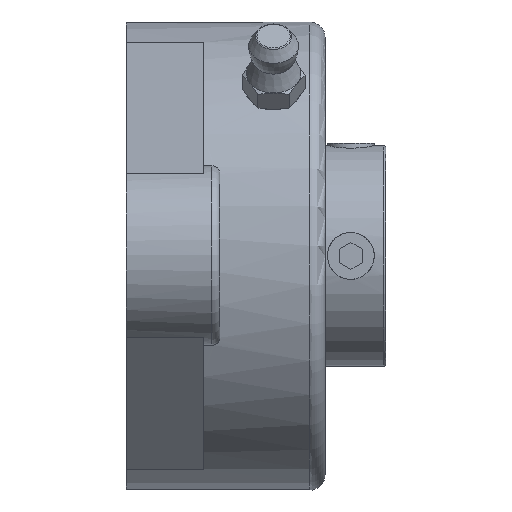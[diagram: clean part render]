
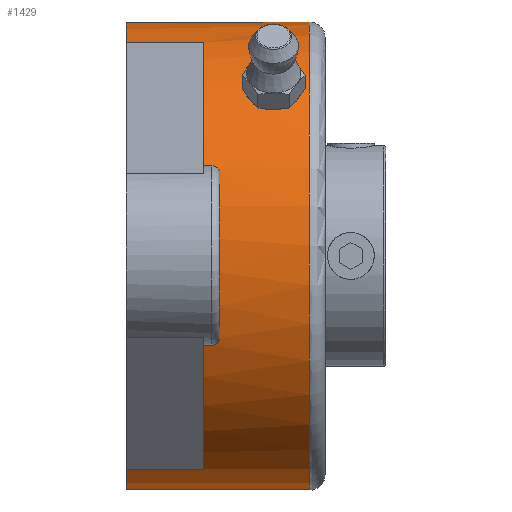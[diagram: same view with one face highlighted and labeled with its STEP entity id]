
A CAD part, top view. The second image highlights one B-rep face of the part: STEP entity #1429.
In plain terms, the highlighted cylindrical face has radius 30 mm (diameter 60 mm), a full revolution.
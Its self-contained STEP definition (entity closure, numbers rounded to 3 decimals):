
#60=LINE('',#2789,#138);
#61=LINE('',#2806,#139);
#62=LINE('',#2810,#140);
#63=LINE('',#2814,#141);
#64=LINE('',#2818,#142);
#65=LINE('',#2834,#143);
#66=LINE('',#2838,#144);
#67=LINE('',#2842,#145);
#138=VECTOR('',#2298,1000.);
#139=VECTOR('',#2301,1000.);
#140=VECTOR('',#2304,1000.);
#141=VECTOR('',#2307,1000.);
#142=VECTOR('',#2310,1000.);
#143=VECTOR('',#2313,1000.);
#144=VECTOR('',#2316,1000.);
#145=VECTOR('',#2319,1000.);
#272=B_SPLINE_CURVE_WITH_KNOTS('',3,(#2792,#2793,#2794,#2795,#2796),
 .UNSPECIFIED.,.F.,.F.,(4,1,4),(0.,0.001,0.002),
 .UNSPECIFIED.);
#273=B_SPLINE_CURVE_WITH_KNOTS('',3,(#2800,#2801,#2802,#2803,#2804),
 .UNSPECIFIED.,.F.,.F.,(4,1,4),(0.,0.001,0.002),
 .UNSPECIFIED.);
#274=B_SPLINE_CURVE_WITH_KNOTS('',3,(#2820,#2821,#2822,#2823,#2824),
 .UNSPECIFIED.,.F.,.F.,(4,1,4),(0.,0.001,
0.002),.UNSPECIFIED.);
#275=B_SPLINE_CURVE_WITH_KNOTS('',3,(#2828,#2829,#2830,#2831,#2832),
 .UNSPECIFIED.,.F.,.F.,(4,1,4),(0.,0.001,0.002),
 .UNSPECIFIED.);
#276=B_SPLINE_CURVE_WITH_KNOTS('',3,(#2845,#2846,#2847,#2848,#2849,#2850,
#2851,#2852,#2853,#2854,#2855),.UNSPECIFIED.,.T.,.F.,(1,1,1,1,1,1,1,1,1,
1,1,1,1,1,1),(-0.007,-0.005,-0.002,
0.,0.002,0.005,0.007,0.009,
0.012,0.014,0.016,0.019,
0.021,0.023,0.026),.UNSPECIFIED.);
#431=ORIENTED_EDGE('',*,*,#741,.F.);
#432=ORIENTED_EDGE('',*,*,#742,.F.);
#433=ORIENTED_EDGE('',*,*,#743,.F.);
#434=ORIENTED_EDGE('',*,*,#744,.F.);
#435=ORIENTED_EDGE('',*,*,#745,.F.);
#436=ORIENTED_EDGE('',*,*,#746,.F.);
#437=ORIENTED_EDGE('',*,*,#747,.F.);
#438=ORIENTED_EDGE('',*,*,#748,.T.);
#439=ORIENTED_EDGE('',*,*,#749,.T.);
#440=ORIENTED_EDGE('',*,*,#750,.F.);
#441=ORIENTED_EDGE('',*,*,#751,.F.);
#442=ORIENTED_EDGE('',*,*,#752,.F.);
#443=ORIENTED_EDGE('',*,*,#753,.F.);
#444=ORIENTED_EDGE('',*,*,#754,.F.);
#445=ORIENTED_EDGE('',*,*,#755,.F.);
#446=ORIENTED_EDGE('',*,*,#756,.F.);
#447=ORIENTED_EDGE('',*,*,#757,.F.);
#448=ORIENTED_EDGE('',*,*,#758,.T.);
#449=ORIENTED_EDGE('',*,*,#759,.T.);
#450=ORIENTED_EDGE('',*,*,#760,.F.);
#451=ORIENTED_EDGE('',*,*,#761,.F.);
#452=ORIENTED_EDGE('',*,*,#762,.F.);
#741=EDGE_CURVE('',#909,#909,#1011,.T.);
#742=EDGE_CURVE('',#910,#911,#60,.T.);
#743=EDGE_CURVE('',#912,#910,#272,.T.);
#744=EDGE_CURVE('',#913,#912,#1012,.T.);
#745=EDGE_CURVE('',#914,#913,#273,.T.);
#746=EDGE_CURVE('',#915,#914,#61,.F.);
#747=EDGE_CURVE('',#916,#915,#1013,.F.);
#748=EDGE_CURVE('',#916,#917,#62,.T.);
#749=EDGE_CURVE('',#917,#918,#1014,.T.);
#750=EDGE_CURVE('',#919,#918,#63,.T.);
#751=EDGE_CURVE('',#920,#919,#1015,.F.);
#752=EDGE_CURVE('',#921,#920,#64,.T.);
#753=EDGE_CURVE('',#922,#921,#274,.T.);
#754=EDGE_CURVE('',#923,#922,#1016,.T.);
#755=EDGE_CURVE('',#924,#923,#275,.T.);
#756=EDGE_CURVE('',#925,#924,#65,.F.);
#757=EDGE_CURVE('',#926,#925,#1017,.F.);
#758=EDGE_CURVE('',#926,#927,#66,.T.);
#759=EDGE_CURVE('',#927,#928,#1018,.T.);
#760=EDGE_CURVE('',#929,#928,#67,.T.);
#761=EDGE_CURVE('',#911,#929,#1019,.F.);
#762=EDGE_CURVE('',#930,#930,#276,.T.);
#909=VERTEX_POINT('',#2788);
#910=VERTEX_POINT('',#2790);
#911=VERTEX_POINT('',#2791);
#912=VERTEX_POINT('',#2797);
#913=VERTEX_POINT('',#2799);
#914=VERTEX_POINT('',#2805);
#915=VERTEX_POINT('',#2807);
#916=VERTEX_POINT('',#2809);
#917=VERTEX_POINT('',#2811);
#918=VERTEX_POINT('',#2813);
#919=VERTEX_POINT('',#2815);
#920=VERTEX_POINT('',#2817);
#921=VERTEX_POINT('',#2819);
#922=VERTEX_POINT('',#2825);
#923=VERTEX_POINT('',#2827);
#924=VERTEX_POINT('',#2833);
#925=VERTEX_POINT('',#2835);
#926=VERTEX_POINT('',#2837);
#927=VERTEX_POINT('',#2839);
#928=VERTEX_POINT('',#2841);
#929=VERTEX_POINT('',#2843);
#930=VERTEX_POINT('',#2856);
#1011=CIRCLE('',#2001,30.);
#1012=CIRCLE('',#2002,30.);
#1013=CIRCLE('',#2003,30.);
#1014=CIRCLE('',#2004,30.);
#1015=CIRCLE('',#2005,30.);
#1016=CIRCLE('',#2006,30.);
#1017=CIRCLE('',#2007,30.);
#1018=CIRCLE('',#2008,30.);
#1019=CIRCLE('',#2009,30.);
#1132=EDGE_LOOP('',(#431));
#1133=EDGE_LOOP('',(#432,#433,#434,#435,#436,#437,#438,#439,#440,#441,#442,
#443,#444,#445,#446,#447,#448,#449,#450,#451));
#1134=EDGE_LOOP('',(#452));
#1284=FACE_BOUND('',#1132,.T.);
#1285=FACE_BOUND('',#1133,.T.);
#1286=FACE_BOUND('',#1134,.T.);
#1369=CYLINDRICAL_SURFACE('',#2000,30.);
#1429=ADVANCED_FACE('',(#1284,#1285,#1286),#1369,.T.);
#2000=AXIS2_PLACEMENT_3D('',#2786,#2294,#2295);
#2001=AXIS2_PLACEMENT_3D('',#2787,#2296,#2297);
#2002=AXIS2_PLACEMENT_3D('',#2798,#2299,#2300);
#2003=AXIS2_PLACEMENT_3D('',#2808,#2302,#2303);
#2004=AXIS2_PLACEMENT_3D('',#2812,#2305,#2306);
#2005=AXIS2_PLACEMENT_3D('',#2816,#2308,#2309);
#2006=AXIS2_PLACEMENT_3D('',#2826,#2311,#2312);
#2007=AXIS2_PLACEMENT_3D('',#2836,#2314,#2315);
#2008=AXIS2_PLACEMENT_3D('',#2840,#2317,#2318);
#2009=AXIS2_PLACEMENT_3D('',#2844,#2320,#2321);
#2294=DIRECTION('',(-1.,0.,0.));
#2295=DIRECTION('',(0.,0.,1.));
#2296=DIRECTION('',(1.,0.,0.));
#2297=DIRECTION('',(0.,0.,-1.));
#2298=DIRECTION('',(-1.,0.,0.));
#2299=DIRECTION('',(-1.,0.,0.));
#2300=DIRECTION('',(0.,0.,1.));
#2301=DIRECTION('',(-1.,0.,0.));
#2302=DIRECTION('',(1.,0.,0.));
#2303=DIRECTION('',(0.,0.,-1.));
#2304=DIRECTION('',(-1.,0.,0.));
#2305=DIRECTION('',(1.,0.,0.));
#2306=DIRECTION('',(0.,0.,-1.));
#2307=DIRECTION('',(-1.,0.,0.));
#2308=DIRECTION('',(1.,0.,0.));
#2309=DIRECTION('',(0.,0.,-1.));
#2310=DIRECTION('',(-1.,0.,0.));
#2311=DIRECTION('',(-1.,0.,0.));
#2312=DIRECTION('',(0.,0.,1.));
#2313=DIRECTION('',(-1.,0.,0.));
#2314=DIRECTION('',(1.,0.,0.));
#2315=DIRECTION('',(0.,0.,-1.));
#2316=DIRECTION('',(-1.,0.,0.));
#2317=DIRECTION('',(1.,0.,0.));
#2318=DIRECTION('',(0.,0.,-1.));
#2319=DIRECTION('',(-1.,0.,0.));
#2320=DIRECTION('',(1.,0.,0.));
#2321=DIRECTION('',(0.,0.,-1.));
#2786=CARTESIAN_POINT('',(9.9,0.,0.));
#2787=CARTESIAN_POINT('',(23.5,0.,0.));
#2788=CARTESIAN_POINT('',(23.5,0.,-30.));
#2789=CARTESIAN_POINT('',(9.9,27.708,-11.5));
#2790=CARTESIAN_POINT('',(11.,27.708,-11.5));
#2791=CARTESIAN_POINT('',(9.9,27.708,-11.5));
#2792=CARTESIAN_POINT('',(12.,28.102,-10.5));
#2793=CARTESIAN_POINT('',(12.,28.007,-10.757));
#2794=CARTESIAN_POINT('',(11.801,27.809,-11.261));
#2795=CARTESIAN_POINT('',(11.275,27.708,-11.5));
#2796=CARTESIAN_POINT('',(11.,27.708,-11.5));
#2797=CARTESIAN_POINT('',(12.,28.102,-10.5));
#2798=CARTESIAN_POINT('',(12.,0.,0.));
#2799=CARTESIAN_POINT('',(12.,28.102,10.5));
#2800=CARTESIAN_POINT('',(11.,27.708,11.5));
#2801=CARTESIAN_POINT('',(11.274,27.708,11.5));
#2802=CARTESIAN_POINT('',(11.8,27.808,11.262));
#2803=CARTESIAN_POINT('',(12.,28.007,10.756));
#2804=CARTESIAN_POINT('',(12.,28.102,10.5));
#2805=CARTESIAN_POINT('',(11.,27.708,11.5));
#2806=CARTESIAN_POINT('',(9.9,27.708,11.5));
#2807=CARTESIAN_POINT('',(9.9,27.708,11.5));
#2808=CARTESIAN_POINT('',(9.9,0.,0.));
#2809=CARTESIAN_POINT('',(9.9,12.333,27.348));
#2810=CARTESIAN_POINT('',(9.9,12.333,27.348));
#2811=CARTESIAN_POINT('',(0.,12.333,27.348));
#2812=CARTESIAN_POINT('',(0.,0.,0.));
#2813=CARTESIAN_POINT('',(0.,-12.333,27.348));
#2814=CARTESIAN_POINT('',(9.9,-12.333,27.348));
#2815=CARTESIAN_POINT('',(9.9,-12.333,27.348));
#2816=CARTESIAN_POINT('',(9.9,0.,0.));
#2817=CARTESIAN_POINT('',(9.9,-27.708,11.5));
#2818=CARTESIAN_POINT('',(9.9,-27.708,11.5));
#2819=CARTESIAN_POINT('',(11.,-27.708,11.5));
#2820=CARTESIAN_POINT('',(12.,-28.102,10.5));
#2821=CARTESIAN_POINT('',(12.,-28.007,10.757));
#2822=CARTESIAN_POINT('',(11.801,-27.809,11.261));
#2823=CARTESIAN_POINT('',(11.275,-27.708,11.5));
#2824=CARTESIAN_POINT('',(11.,-27.708,11.5));
#2825=CARTESIAN_POINT('',(12.,-28.102,10.5));
#2826=CARTESIAN_POINT('',(12.,0.,0.));
#2827=CARTESIAN_POINT('',(12.,-28.102,-10.5));
#2828=CARTESIAN_POINT('',(11.,-27.708,-11.5));
#2829=CARTESIAN_POINT('',(11.274,-27.708,-11.5));
#2830=CARTESIAN_POINT('',(11.8,-27.808,-11.262));
#2831=CARTESIAN_POINT('',(12.,-28.007,-10.756));
#2832=CARTESIAN_POINT('',(12.,-28.102,-10.5));
#2833=CARTESIAN_POINT('',(11.,-27.708,-11.5));
#2834=CARTESIAN_POINT('',(9.9,-27.708,-11.5));
#2835=CARTESIAN_POINT('',(9.9,-27.708,-11.5));
#2836=CARTESIAN_POINT('',(9.9,0.,0.));
#2837=CARTESIAN_POINT('',(9.9,-12.333,-27.348));
#2838=CARTESIAN_POINT('',(9.9,-12.333,-27.348));
#2839=CARTESIAN_POINT('',(0.,-12.333,-27.348));
#2840=CARTESIAN_POINT('',(0.,0.,0.));
#2841=CARTESIAN_POINT('',(0.,12.333,-27.348));
#2842=CARTESIAN_POINT('',(9.9,12.333,-27.348));
#2843=CARTESIAN_POINT('',(9.9,12.333,-27.348));
#2844=CARTESIAN_POINT('',(9.9,0.,0.));
#2845=CARTESIAN_POINT('',(21.253,19.499,-22.821));
#2846=CARTESIAN_POINT('',(18.899,18.729,-23.432));
#2847=CARTESIAN_POINT('',(16.549,19.499,-22.822));
#2848=CARTESIAN_POINT('',(15.576,21.238,-21.242));
#2849=CARTESIAN_POINT('',(16.548,22.822,-19.498));
#2850=CARTESIAN_POINT('',(18.899,23.431,-18.73));
#2851=CARTESIAN_POINT('',(21.248,22.824,-19.496));
#2852=CARTESIAN_POINT('',(22.225,21.242,-21.237));
#2853=CARTESIAN_POINT('',(21.253,19.499,-22.821));
#2854=CARTESIAN_POINT('',(18.899,18.729,-23.432));
#2855=CARTESIAN_POINT('',(16.549,19.499,-22.822));
#2856=CARTESIAN_POINT('',(18.9,18.986,-23.228));
